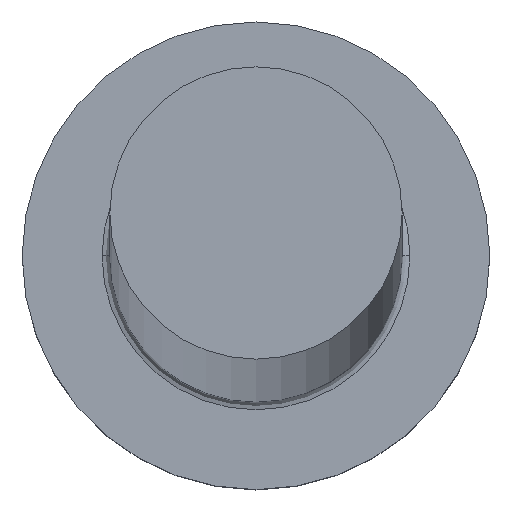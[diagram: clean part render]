
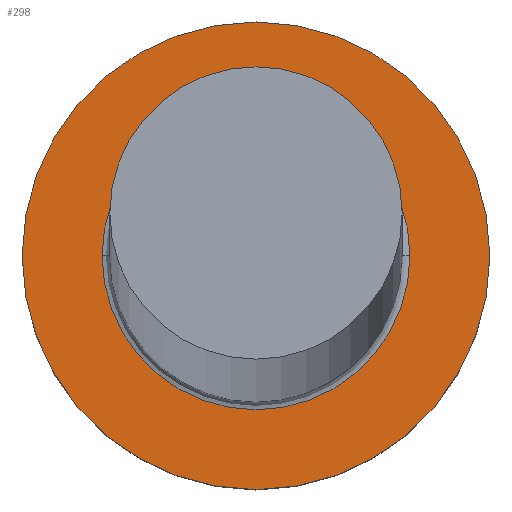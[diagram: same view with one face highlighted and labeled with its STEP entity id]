
A CAD part, top view. The second image highlights one B-rep face of the part: STEP entity #298.
In plain terms, the highlighted planar face has unit normal (0, 0, 1).
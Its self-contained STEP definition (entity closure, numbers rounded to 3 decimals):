
#1 = DIRECTION ( 'NONE',  ( 1., 0., 0. ) ) ;
#4 = EDGE_CURVE ( 'NONE', #154, #127, #275, .T. ) ;
#14 = DIRECTION ( 'NONE',  ( 1., 0., 0. ) ) ;
#40 = CIRCLE ( 'NONE', #197, 6. ) ;
#43 = CARTESIAN_POINT ( 'NONE',  ( 0., 0., 5. ) ) ;
#49 = CARTESIAN_POINT ( 'NONE',  ( 0., 0., 5. ) ) ;
#53 = EDGE_CURVE ( 'NONE', #204, #180, #40, .T. ) ;
#61 = ORIENTED_EDGE ( 'NONE', *, *, #276, .T. ) ;
#68 = DIRECTION ( 'NONE',  ( 1., 0., 0. ) ) ;
#71 = AXIS2_PLACEMENT_3D ( 'NONE', #277, #89, #14 ) ;
#77 = EDGE_LOOP ( 'NONE', ( #131, #61 ) ) ;
#89 = DIRECTION ( 'NONE',  ( 0., 0., -1. ) ) ;
#93 = AXIS2_PLACEMENT_3D ( 'NONE', #99, #263, #100 ) ;
#96 = FACE_OUTER_BOUND ( 'NONE', #77, .T. ) ;
#99 = CARTESIAN_POINT ( 'NONE',  ( 0., 0., 5. ) ) ;
#100 = DIRECTION ( 'NONE',  ( 1., 0., 0. ) ) ;
#104 = ORIENTED_EDGE ( 'NONE', *, *, #4, .T. ) ;
#108 = ORIENTED_EDGE ( 'NONE', *, *, #247, .T. ) ;
#109 = CARTESIAN_POINT ( 'NONE',  ( 3.95, 0., 5. ) ) ;
#120 = CARTESIAN_POINT ( 'NONE',  ( 6., 0., 5. ) ) ;
#127 = VERTEX_POINT ( 'NONE', #109 ) ;
#131 = ORIENTED_EDGE ( 'NONE', *, *, #53, .T. ) ;
#147 = DIRECTION ( 'NONE',  ( 1., 0., 0. ) ) ;
#154 = VERTEX_POINT ( 'NONE', #299 ) ;
#171 = CIRCLE ( 'NONE', #270, 6. ) ;
#173 = CARTESIAN_POINT ( 'NONE',  ( 0., 0., 5. ) ) ;
#180 = VERTEX_POINT ( 'NONE', #120 ) ;
#187 = DIRECTION ( 'NONE',  ( 0., 0., 1. ) ) ;
#197 = AXIS2_PLACEMENT_3D ( 'NONE', #43, #187, #68 ) ;
#204 = VERTEX_POINT ( 'NONE', #217 ) ;
#207 = CIRCLE ( 'NONE', #93, 3.95 ) ;
#217 = CARTESIAN_POINT ( 'NONE',  ( -6., 0., 5. ) ) ;
#238 = FACE_BOUND ( 'NONE', #294, .T. ) ;
#247 = EDGE_CURVE ( 'NONE', #127, #154, #207, .T. ) ;
#263 = DIRECTION ( 'NONE',  ( 0., 0., -1. ) ) ;
#265 = DIRECTION ( 'NONE',  ( 0., 0., 1. ) ) ;
#270 = AXIS2_PLACEMENT_3D ( 'NONE', #49, #292, #147 ) ;
#275 = CIRCLE ( 'NONE', #71, 3.95 ) ;
#276 = EDGE_CURVE ( 'NONE', #180, #204, #171, .T. ) ;
#277 = CARTESIAN_POINT ( 'NONE',  ( 0., 0., 5. ) ) ;
#290 = PLANE ( 'NONE',  #293 ) ;
#292 = DIRECTION ( 'NONE',  ( 0., 0., 1. ) ) ;
#293 = AXIS2_PLACEMENT_3D ( 'NONE', #173, #265, #1 ) ;
#294 = EDGE_LOOP ( 'NONE', ( #108, #104 ) ) ;
#298 = ADVANCED_FACE ( 'NONE', ( #238, #96 ), #290, .T. ) ;
#299 = CARTESIAN_POINT ( 'NONE',  ( -3.95, 0., 5. ) ) ;
